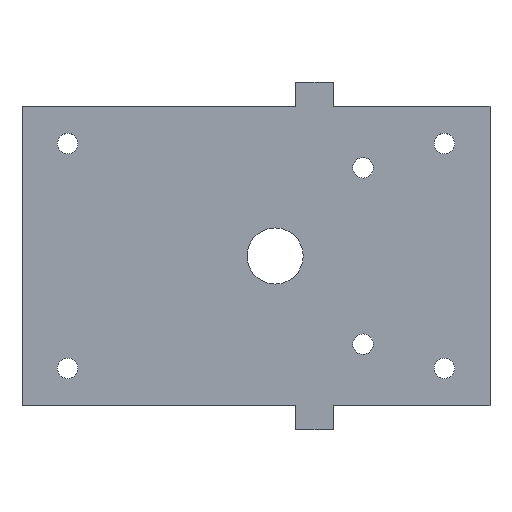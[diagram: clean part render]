
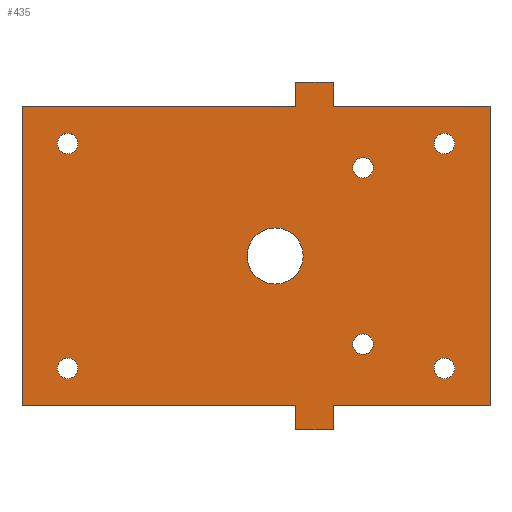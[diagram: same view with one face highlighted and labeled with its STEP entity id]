
A CAD part, top view. The second image highlights one B-rep face of the part: STEP entity #435.
In plain terms, the highlighted planar face has unit normal (0, 0, 1).
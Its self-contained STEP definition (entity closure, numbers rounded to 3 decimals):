
#29=FACE_BOUND('',#99,.T.);
#30=FACE_BOUND('',#100,.T.);
#31=FACE_BOUND('',#101,.T.);
#32=FACE_BOUND('',#102,.T.);
#33=FACE_BOUND('',#103,.T.);
#34=FACE_BOUND('',#104,.T.);
#35=FACE_BOUND('',#105,.T.);
#43=CIRCLE('',#468,2.75);
#44=CIRCLE('',#470,2.75);
#45=CIRCLE('',#472,7.5);
#46=CIRCLE('',#475,2.75);
#47=CIRCLE('',#477,2.75);
#48=CIRCLE('',#479,2.75);
#49=CIRCLE('',#481,2.75);
#70=FACE_OUTER_BOUND('',#98,.T.);
#98=EDGE_LOOP('',(#382,#383,#384,#385,#386,#387,#388,#389,#390,#391,#392,
#393));
#99=EDGE_LOOP('',(#394));
#100=EDGE_LOOP('',(#395));
#101=EDGE_LOOP('',(#396));
#102=EDGE_LOOP('',(#397));
#103=EDGE_LOOP('',(#398));
#104=EDGE_LOOP('',(#399));
#105=EDGE_LOOP('',(#400));
#106=LINE('',#604,#149);
#110=LINE('',#612,#153);
#113=LINE('',#618,#156);
#118=LINE('',#627,#161);
#119=LINE('',#630,#162);
#122=LINE('',#637,#165);
#126=LINE('',#645,#169);
#129=LINE('',#651,#172);
#132=LINE('',#657,#175);
#142=LINE('',#695,#185);
#147=LINE('',#713,#190);
#148=LINE('',#715,#191);
#149=VECTOR('',#489,10.);
#153=VECTOR('',#495,10.);
#156=VECTOR('',#500,10.);
#161=VECTOR('',#507,10.);
#162=VECTOR('',#510,10.);
#165=VECTOR('',#515,10.);
#169=VECTOR('',#521,10.);
#172=VECTOR('',#526,10.);
#175=VECTOR('',#531,10.);
#185=VECTOR('',#571,10.);
#190=VECTOR('',#594,10.);
#191=VECTOR('',#597,10.);
#192=VERTEX_POINT('',#602);
#193=VERTEX_POINT('',#603);
#196=VERTEX_POINT('',#611);
#198=VERTEX_POINT('',#617);
#201=VERTEX_POINT('',#625);
#202=VERTEX_POINT('',#629);
#204=VERTEX_POINT('',#635);
#205=VERTEX_POINT('',#636);
#208=VERTEX_POINT('',#644);
#210=VERTEX_POINT('',#650);
#212=VERTEX_POINT('',#656);
#222=VERTEX_POINT('',#681);
#223=VERTEX_POINT('',#685);
#224=VERTEX_POINT('',#689);
#225=VERTEX_POINT('',#693);
#226=VERTEX_POINT('',#697);
#227=VERTEX_POINT('',#701);
#228=VERTEX_POINT('',#705);
#229=VERTEX_POINT('',#709);
#230=EDGE_CURVE('',#192,#193,#106,.T.);
#234=EDGE_CURVE('',#196,#192,#110,.F.);
#237=EDGE_CURVE('',#198,#196,#113,.T.);
#242=EDGE_CURVE('',#201,#198,#118,.T.);
#243=EDGE_CURVE('',#193,#202,#119,.T.);
#246=EDGE_CURVE('',#204,#205,#122,.F.);
#250=EDGE_CURVE('',#205,#208,#126,.T.);
#253=EDGE_CURVE('',#208,#210,#129,.F.);
#256=EDGE_CURVE('',#204,#212,#132,.T.);
#269=EDGE_CURVE('',#222,#222,#43,.F.);
#271=EDGE_CURVE('',#223,#223,#44,.F.);
#273=EDGE_CURVE('',#224,#224,#45,.F.);
#276=EDGE_CURVE('',#225,#210,#142,.T.);
#277=EDGE_CURVE('',#226,#226,#46,.T.);
#279=EDGE_CURVE('',#227,#227,#47,.T.);
#281=EDGE_CURVE('',#228,#228,#48,.T.);
#283=EDGE_CURVE('',#229,#229,#49,.T.);
#285=EDGE_CURVE('',#225,#202,#147,.T.);
#286=EDGE_CURVE('',#201,#212,#148,.T.);
#382=ORIENTED_EDGE('',*,*,#242,.F.);
#383=ORIENTED_EDGE('',*,*,#286,.T.);
#384=ORIENTED_EDGE('',*,*,#256,.F.);
#385=ORIENTED_EDGE('',*,*,#246,.T.);
#386=ORIENTED_EDGE('',*,*,#250,.T.);
#387=ORIENTED_EDGE('',*,*,#253,.T.);
#388=ORIENTED_EDGE('',*,*,#276,.F.);
#389=ORIENTED_EDGE('',*,*,#285,.T.);
#390=ORIENTED_EDGE('',*,*,#243,.F.);
#391=ORIENTED_EDGE('',*,*,#230,.F.);
#392=ORIENTED_EDGE('',*,*,#234,.F.);
#393=ORIENTED_EDGE('',*,*,#237,.F.);
#394=ORIENTED_EDGE('',*,*,#277,.T.);
#395=ORIENTED_EDGE('',*,*,#279,.T.);
#396=ORIENTED_EDGE('',*,*,#281,.T.);
#397=ORIENTED_EDGE('',*,*,#283,.T.);
#398=ORIENTED_EDGE('',*,*,#273,.T.);
#399=ORIENTED_EDGE('',*,*,#271,.T.);
#400=ORIENTED_EDGE('',*,*,#269,.T.);
#414=PLANE('',#484);
#435=ADVANCED_FACE('',(#70,#29,#30,#31,#32,#33,#34,#35),#414,.T.);
#468=AXIS2_PLACEMENT_3D('',#682,#555,#556);
#470=AXIS2_PLACEMENT_3D('',#686,#560,#561);
#472=AXIS2_PLACEMENT_3D('',#690,#565,#566);
#475=AXIS2_PLACEMENT_3D('',#698,#574,#575);
#477=AXIS2_PLACEMENT_3D('',#702,#579,#580);
#479=AXIS2_PLACEMENT_3D('',#706,#584,#585);
#481=AXIS2_PLACEMENT_3D('',#710,#589,#590);
#484=AXIS2_PLACEMENT_3D('',#716,#598,#599);
#489=DIRECTION('',(0.,1.,0.));
#495=DIRECTION('',(1.,0.,0.));
#500=DIRECTION('',(0.,-1.,0.));
#507=DIRECTION('',(-1.,0.,0.));
#510=DIRECTION('',(-1.,0.,0.));
#515=DIRECTION('',(0.,-1.,0.));
#521=DIRECTION('',(-1.,0.,0.));
#526=DIRECTION('',(0.,1.,0.));
#531=DIRECTION('',(1.,0.,0.));
#555=DIRECTION('center_axis',(0.,0.,1.));
#556=DIRECTION('ref_axis',(1.,0.,0.));
#560=DIRECTION('center_axis',(0.,0.,1.));
#561=DIRECTION('ref_axis',(1.,0.,0.));
#565=DIRECTION('center_axis',(0.,0.,1.));
#566=DIRECTION('ref_axis',(1.,0.,0.));
#571=DIRECTION('',(1.,0.,0.));
#574=DIRECTION('center_axis',(0.,0.,-1.));
#575=DIRECTION('ref_axis',(-1.,0.,0.));
#579=DIRECTION('center_axis',(0.,0.,-1.));
#580=DIRECTION('ref_axis',(-1.,0.,0.));
#584=DIRECTION('center_axis',(0.,0.,-1.));
#585=DIRECTION('ref_axis',(-1.,0.,0.));
#589=DIRECTION('center_axis',(0.,0.,-1.));
#590=DIRECTION('ref_axis',(-1.,0.,0.));
#594=DIRECTION('',(0.,-1.,0.));
#597=DIRECTION('',(0.,1.,0.));
#598=DIRECTION('center_axis',(0.,0.,1.));
#599=DIRECTION('ref_axis',(-1.,0.,0.));
#602=CARTESIAN_POINT('',(154.125,-21.35,77.15));
#603=CARTESIAN_POINT('',(154.125,-15.,77.15));
#604=CARTESIAN_POINT('',(154.125,1.825,77.15));
#611=CARTESIAN_POINT('',(164.125,-21.35,77.15));
#612=CARTESIAN_POINT('',(162.875,-21.35,77.15));
#617=CARTESIAN_POINT('',(164.125,-15.,77.15));
#618=CARTESIAN_POINT('',(164.125,5.,77.15));
#625=CARTESIAN_POINT('',(206.,-15.,77.15));
#627=CARTESIAN_POINT('',(112.25,-15.,77.15));
#629=CARTESIAN_POINT('',(81.,-15.,77.15));
#630=CARTESIAN_POINT('',(112.25,-15.,77.15));
#635=CARTESIAN_POINT('',(164.125,65.,77.15));
#636=CARTESIAN_POINT('',(164.125,71.35,77.15));
#637=CARTESIAN_POINT('',(164.125,48.175,77.15));
#644=CARTESIAN_POINT('',(154.125,71.35,77.15));
#645=CARTESIAN_POINT('',(155.375,71.35,77.15));
#650=CARTESIAN_POINT('',(154.125,65.,77.15));
#651=CARTESIAN_POINT('',(154.125,45.,77.15));
#656=CARTESIAN_POINT('',(206.,65.,77.15));
#657=CARTESIAN_POINT('',(174.75,65.,77.15));
#681=CARTESIAN_POINT('',(169.35,48.57,77.15));
#682=CARTESIAN_POINT('Origin',(172.1,48.57,77.15));
#685=CARTESIAN_POINT('',(169.35,1.43,77.15));
#686=CARTESIAN_POINT('Origin',(172.1,1.43,77.15));
#689=CARTESIAN_POINT('',(141.1,25.,77.15));
#690=CARTESIAN_POINT('Origin',(148.6,25.,77.15));
#693=CARTESIAN_POINT('',(81.,65.,77.15));
#695=CARTESIAN_POINT('',(174.75,65.,77.15));
#697=CARTESIAN_POINT('',(95.95,55.,77.15));
#698=CARTESIAN_POINT('Origin',(93.2,55.,77.15));
#701=CARTESIAN_POINT('',(95.95,-5.,77.15));
#702=CARTESIAN_POINT('Origin',(93.2,-5.,77.15));
#705=CARTESIAN_POINT('',(196.55,55.,77.15));
#706=CARTESIAN_POINT('Origin',(193.8,55.,77.15));
#709=CARTESIAN_POINT('',(196.55,-5.,77.15));
#710=CARTESIAN_POINT('Origin',(193.8,-5.,77.15));
#713=CARTESIAN_POINT('',(81.,45.,77.15));
#715=CARTESIAN_POINT('',(206.,5.,77.15));
#716=CARTESIAN_POINT('Origin',(143.5,25.,77.15));
